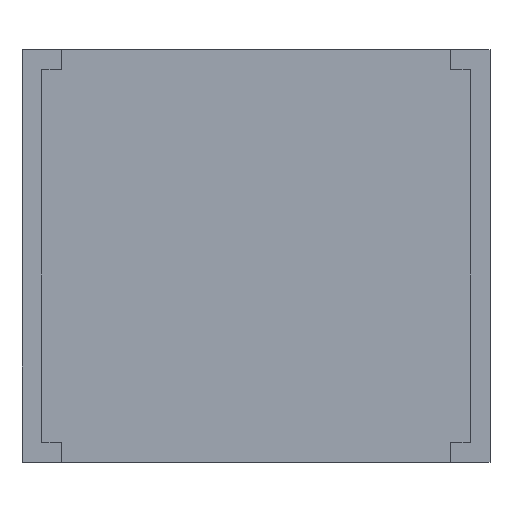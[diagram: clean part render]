
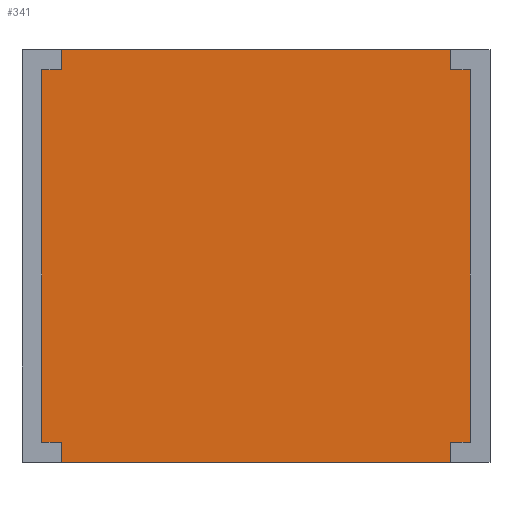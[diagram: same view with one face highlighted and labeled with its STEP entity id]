
A CAD part, top view. The second image highlights one B-rep face of the part: STEP entity #341.
In plain terms, the highlighted planar face has unit normal (0, 0, 1).
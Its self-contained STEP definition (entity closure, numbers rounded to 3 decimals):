
#15=FACE_OUTER_BOUND('',#33,.T.);
#33=EDGE_LOOP('',(#227,#228,#229,#230,#231,#232,#233,#234,#235,#236,#237,
#238));
#51=LINE('',#481,#99);
#52=LINE('',#483,#100);
#53=LINE('',#485,#101);
#54=LINE('',#487,#102);
#55=LINE('',#489,#103);
#56=LINE('',#491,#104);
#57=LINE('',#493,#105);
#58=LINE('',#495,#106);
#59=LINE('',#497,#107);
#60=LINE('',#499,#108);
#61=LINE('',#501,#109);
#62=LINE('',#502,#110);
#99=VECTOR('',#395,10.);
#100=VECTOR('',#396,10.);
#101=VECTOR('',#397,10.);
#102=VECTOR('',#398,10.);
#103=VECTOR('',#399,10.);
#104=VECTOR('',#400,10.);
#105=VECTOR('',#401,10.);
#106=VECTOR('',#402,10.);
#107=VECTOR('',#403,10.);
#108=VECTOR('',#404,10.);
#109=VECTOR('',#405,10.);
#110=VECTOR('',#406,10.);
#147=VERTEX_POINT('',#479);
#148=VERTEX_POINT('',#480);
#149=VERTEX_POINT('',#482);
#150=VERTEX_POINT('',#484);
#151=VERTEX_POINT('',#486);
#152=VERTEX_POINT('',#488);
#153=VERTEX_POINT('',#490);
#154=VERTEX_POINT('',#492);
#155=VERTEX_POINT('',#494);
#156=VERTEX_POINT('',#496);
#157=VERTEX_POINT('',#498);
#158=VERTEX_POINT('',#500);
#179=EDGE_CURVE('',#147,#148,#51,.T.);
#180=EDGE_CURVE('',#149,#147,#52,.T.);
#181=EDGE_CURVE('',#150,#149,#53,.T.);
#182=EDGE_CURVE('',#151,#150,#54,.T.);
#183=EDGE_CURVE('',#152,#151,#55,.T.);
#184=EDGE_CURVE('',#152,#153,#56,.T.);
#185=EDGE_CURVE('',#154,#153,#57,.T.);
#186=EDGE_CURVE('',#155,#154,#58,.T.);
#187=EDGE_CURVE('',#156,#155,#59,.T.);
#188=EDGE_CURVE('',#157,#156,#60,.T.);
#189=EDGE_CURVE('',#158,#157,#61,.T.);
#190=EDGE_CURVE('',#158,#148,#62,.T.);
#227=ORIENTED_EDGE('',*,*,#179,.F.);
#228=ORIENTED_EDGE('',*,*,#180,.F.);
#229=ORIENTED_EDGE('',*,*,#181,.F.);
#230=ORIENTED_EDGE('',*,*,#182,.F.);
#231=ORIENTED_EDGE('',*,*,#183,.F.);
#232=ORIENTED_EDGE('',*,*,#184,.T.);
#233=ORIENTED_EDGE('',*,*,#185,.F.);
#234=ORIENTED_EDGE('',*,*,#186,.F.);
#235=ORIENTED_EDGE('',*,*,#187,.F.);
#236=ORIENTED_EDGE('',*,*,#188,.F.);
#237=ORIENTED_EDGE('',*,*,#189,.F.);
#238=ORIENTED_EDGE('',*,*,#190,.T.);
#323=PLANE('',#373);
#341=ADVANCED_FACE('',(#15),#323,.T.);
#373=AXIS2_PLACEMENT_3D('',#478,#393,#394);
#393=DIRECTION('center_axis',(0.,0.,1.));
#394=DIRECTION('ref_axis',(1.,0.,0.));
#395=DIRECTION('',(0.,-1.,0.));
#396=DIRECTION('',(-1.,0.,0.));
#397=DIRECTION('',(0.,-1.,0.));
#398=DIRECTION('',(1.,0.,0.));
#399=DIRECTION('',(0.,-1.,0.));
#400=DIRECTION('',(-1.,0.,0.));
#401=DIRECTION('',(0.,1.,0.));
#402=DIRECTION('',(1.,0.,0.));
#403=DIRECTION('',(0.,1.,0.));
#404=DIRECTION('',(-1.,0.,0.));
#405=DIRECTION('',(0.,1.,0.));
#406=DIRECTION('',(1.,0.,0.));
#478=CARTESIAN_POINT('Origin',(-32.6,28.35,3.));
#479=CARTESIAN_POINT('',(-3.,0.,3.));
#480=CARTESIAN_POINT('',(-3.,-3.,3.));
#481=CARTESIAN_POINT('',(-3.,14.175,3.));
#482=CARTESIAN_POINT('',(0.,0.,3.));
#483=CARTESIAN_POINT('',(-16.3,0.,3.));
#484=CARTESIAN_POINT('',(0.,56.7,3.));
#485=CARTESIAN_POINT('',(0.,42.525,3.));
#486=CARTESIAN_POINT('',(-3.,56.7,3.));
#487=CARTESIAN_POINT('',(-17.8,56.7,3.));
#488=CARTESIAN_POINT('',(-3.,59.7,3.));
#489=CARTESIAN_POINT('',(-3.,44.025,3.));
#490=CARTESIAN_POINT('',(-62.2,59.7,3.));
#491=CARTESIAN_POINT('',(-68.2,59.7,3.));
#492=CARTESIAN_POINT('',(-62.2,56.7,3.));
#493=CARTESIAN_POINT('',(-62.2,42.525,3.));
#494=CARTESIAN_POINT('',(-65.2,56.7,3.));
#495=CARTESIAN_POINT('',(-48.9,56.7,3.));
#496=CARTESIAN_POINT('',(-65.2,0.,3.));
#497=CARTESIAN_POINT('',(-65.2,14.175,3.));
#498=CARTESIAN_POINT('',(-62.2,0.,3.));
#499=CARTESIAN_POINT('',(-47.4,0.,3.));
#500=CARTESIAN_POINT('',(-62.2,-3.,3.));
#501=CARTESIAN_POINT('',(-62.2,12.675,3.));
#502=CARTESIAN_POINT('',(3.,-3.,3.));
